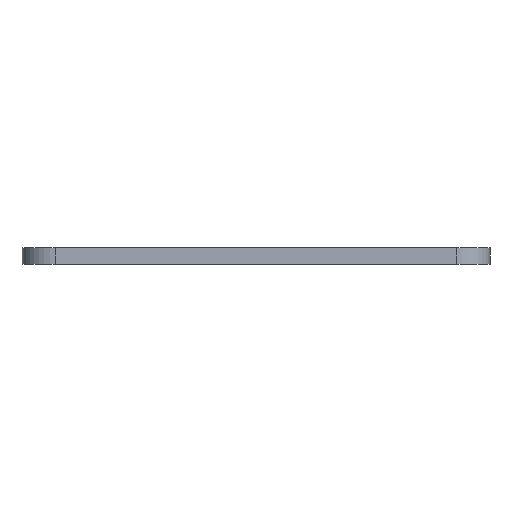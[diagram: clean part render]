
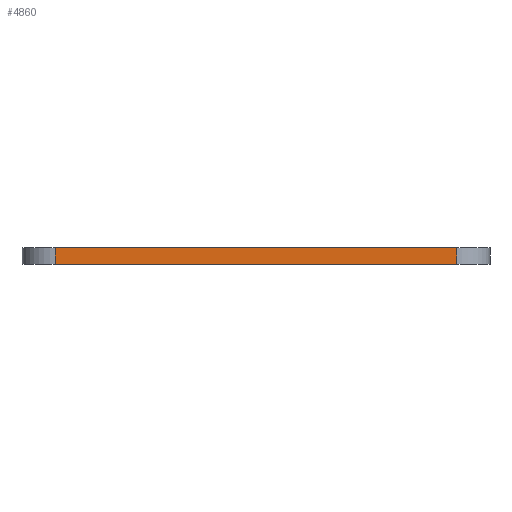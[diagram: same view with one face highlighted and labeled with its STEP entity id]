
A CAD part, left-side view. The second image highlights one B-rep face of the part: STEP entity #4860.
In plain terms, the highlighted planar face has unit normal (-1, 0, 0).
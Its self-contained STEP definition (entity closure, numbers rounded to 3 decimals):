
#84 = PLANE('',#85);
#85 = AXIS2_PLACEMENT_3D('',#86,#87,#88);
#86 = CARTESIAN_POINT('',(84.138,-64.135,1.6));
#87 = DIRECTION('',(0.,0.,1.));
#88 = DIRECTION('',(1.,0.,-0.));
#139 = PLANE('',#140);
#140 = AXIS2_PLACEMENT_3D('',#141,#142,#143);
#141 = CARTESIAN_POINT('',(84.138,-64.135,0.));
#142 = DIRECTION('',(0.,0.,1.));
#143 = DIRECTION('',(1.,0.,-0.));
#248 = CYLINDRICAL_SURFACE('',#249,3.175);
#249 = AXIS2_PLACEMENT_3D('',#250,#251,#252);
#250 = CARTESIAN_POINT('',(41.91,-45.085,0.));
#251 = DIRECTION('',(-0.,-0.,-1.));
#252 = DIRECTION('',(1.,0.,-0.));
#309 = VERTEX_POINT('',#310);
#310 = CARTESIAN_POINT('',(38.735,-45.085,0.));
#332 = EDGE_CURVE('',#333,#309,#335,.T.);
#333 = VERTEX_POINT('',#334);
#334 = CARTESIAN_POINT('',(38.735,-83.185,0.));
#335 = SURFACE_CURVE('',#336,(#340,#347),.PCURVE_S1.);
#336 = LINE('',#337,#338);
#337 = CARTESIAN_POINT('',(38.735,-83.185,0.));
#338 = VECTOR('',#339,1.);
#339 = DIRECTION('',(0.,1.,0.));
#340 = PCURVE('',#139,#341);
#341 = DEFINITIONAL_REPRESENTATION('',(#342),#346);
#342 = LINE('',#343,#344);
#343 = CARTESIAN_POINT('',(-45.403,-19.05));
#344 = VECTOR('',#345,1.);
#345 = DIRECTION('',(0.,1.));
#346 = ( GEOMETRIC_REPRESENTATION_CONTEXT(2) 
PARAMETRIC_REPRESENTATION_CONTEXT() REPRESENTATION_CONTEXT('2D SPACE',''
  ) );
#347 = PCURVE('',#348,#353);
#348 = PLANE('',#349);
#349 = AXIS2_PLACEMENT_3D('',#350,#351,#352);
#350 = CARTESIAN_POINT('',(38.735,-83.185,0.));
#351 = DIRECTION('',(-1.,0.,0.));
#352 = DIRECTION('',(0.,1.,0.));
#353 = DEFINITIONAL_REPRESENTATION('',(#354),#358);
#354 = LINE('',#355,#356);
#355 = CARTESIAN_POINT('',(0.,0.));
#356 = VECTOR('',#357,1.);
#357 = DIRECTION('',(1.,0.));
#358 = ( GEOMETRIC_REPRESENTATION_CONTEXT(2) 
PARAMETRIC_REPRESENTATION_CONTEXT() REPRESENTATION_CONTEXT('2D SPACE',''
  ) );
#377 = CYLINDRICAL_SURFACE('',#378,3.175);
#378 = AXIS2_PLACEMENT_3D('',#379,#380,#381);
#379 = CARTESIAN_POINT('',(41.91,-83.185,0.));
#380 = DIRECTION('',(-0.,-0.,-1.));
#381 = DIRECTION('',(1.,0.,-0.));
#2740 = VERTEX_POINT('',#2741);
#2741 = CARTESIAN_POINT('',(38.735,-45.085,1.6));
#2763 = EDGE_CURVE('',#2764,#2740,#2766,.T.);
#2764 = VERTEX_POINT('',#2765);
#2765 = CARTESIAN_POINT('',(38.735,-83.185,1.6));
#2766 = SURFACE_CURVE('',#2767,(#2771,#2778),.PCURVE_S1.);
#2767 = LINE('',#2768,#2769);
#2768 = CARTESIAN_POINT('',(38.735,-83.185,1.6));
#2769 = VECTOR('',#2770,1.);
#2770 = DIRECTION('',(0.,1.,0.));
#2771 = PCURVE('',#84,#2772);
#2772 = DEFINITIONAL_REPRESENTATION('',(#2773),#2777);
#2773 = LINE('',#2774,#2775);
#2774 = CARTESIAN_POINT('',(-45.403,-19.05));
#2775 = VECTOR('',#2776,1.);
#2776 = DIRECTION('',(0.,1.));
#2777 = ( GEOMETRIC_REPRESENTATION_CONTEXT(2) 
PARAMETRIC_REPRESENTATION_CONTEXT() REPRESENTATION_CONTEXT('2D SPACE',''
  ) );
#2778 = PCURVE('',#348,#2779);
#2779 = DEFINITIONAL_REPRESENTATION('',(#2780),#2784);
#2780 = LINE('',#2781,#2782);
#2781 = CARTESIAN_POINT('',(0.,-1.6));
#2782 = VECTOR('',#2783,1.);
#2783 = DIRECTION('',(1.,0.));
#2784 = ( GEOMETRIC_REPRESENTATION_CONTEXT(2) 
PARAMETRIC_REPRESENTATION_CONTEXT() REPRESENTATION_CONTEXT('2D SPACE',''
  ) );
#4812 = EDGE_CURVE('',#309,#2740,#4813,.T.);
#4813 = SURFACE_CURVE('',#4814,(#4818,#4825),.PCURVE_S1.);
#4814 = LINE('',#4815,#4816);
#4815 = CARTESIAN_POINT('',(38.735,-45.085,0.));
#4816 = VECTOR('',#4817,1.);
#4817 = DIRECTION('',(0.,0.,1.));
#4818 = PCURVE('',#248,#4819);
#4819 = DEFINITIONAL_REPRESENTATION('',(#4820),#4824);
#4820 = LINE('',#4821,#4822);
#4821 = CARTESIAN_POINT('',(-3.142,0.));
#4822 = VECTOR('',#4823,1.);
#4823 = DIRECTION('',(-0.,-1.));
#4824 = ( GEOMETRIC_REPRESENTATION_CONTEXT(2) 
PARAMETRIC_REPRESENTATION_CONTEXT() REPRESENTATION_CONTEXT('2D SPACE',''
  ) );
#4825 = PCURVE('',#348,#4826);
#4826 = DEFINITIONAL_REPRESENTATION('',(#4827),#4831);
#4827 = LINE('',#4828,#4829);
#4828 = CARTESIAN_POINT('',(38.1,0.));
#4829 = VECTOR('',#4830,1.);
#4830 = DIRECTION('',(0.,-1.));
#4831 = ( GEOMETRIC_REPRESENTATION_CONTEXT(2) 
PARAMETRIC_REPRESENTATION_CONTEXT() REPRESENTATION_CONTEXT('2D SPACE',''
  ) );
#4860 = ADVANCED_FACE('',(#4861),#348,.T.);
#4861 = FACE_BOUND('',#4862,.T.);
#4862 = EDGE_LOOP('',(#4863,#4884,#4885,#4886));
#4863 = ORIENTED_EDGE('',*,*,#4864,.T.);
#4864 = EDGE_CURVE('',#333,#2764,#4865,.T.);
#4865 = SURFACE_CURVE('',#4866,(#4870,#4877),.PCURVE_S1.);
#4866 = LINE('',#4867,#4868);
#4867 = CARTESIAN_POINT('',(38.735,-83.185,0.));
#4868 = VECTOR('',#4869,1.);
#4869 = DIRECTION('',(0.,0.,1.));
#4870 = PCURVE('',#348,#4871);
#4871 = DEFINITIONAL_REPRESENTATION('',(#4872),#4876);
#4872 = LINE('',#4873,#4874);
#4873 = CARTESIAN_POINT('',(0.,0.));
#4874 = VECTOR('',#4875,1.);
#4875 = DIRECTION('',(0.,-1.));
#4876 = ( GEOMETRIC_REPRESENTATION_CONTEXT(2) 
PARAMETRIC_REPRESENTATION_CONTEXT() REPRESENTATION_CONTEXT('2D SPACE',''
  ) );
#4877 = PCURVE('',#377,#4878);
#4878 = DEFINITIONAL_REPRESENTATION('',(#4879),#4883);
#4879 = LINE('',#4880,#4881);
#4880 = CARTESIAN_POINT('',(-3.142,0.));
#4881 = VECTOR('',#4882,1.);
#4882 = DIRECTION('',(-0.,-1.));
#4883 = ( GEOMETRIC_REPRESENTATION_CONTEXT(2) 
PARAMETRIC_REPRESENTATION_CONTEXT() REPRESENTATION_CONTEXT('2D SPACE',''
  ) );
#4884 = ORIENTED_EDGE('',*,*,#2763,.T.);
#4885 = ORIENTED_EDGE('',*,*,#4812,.F.);
#4886 = ORIENTED_EDGE('',*,*,#332,.F.);
